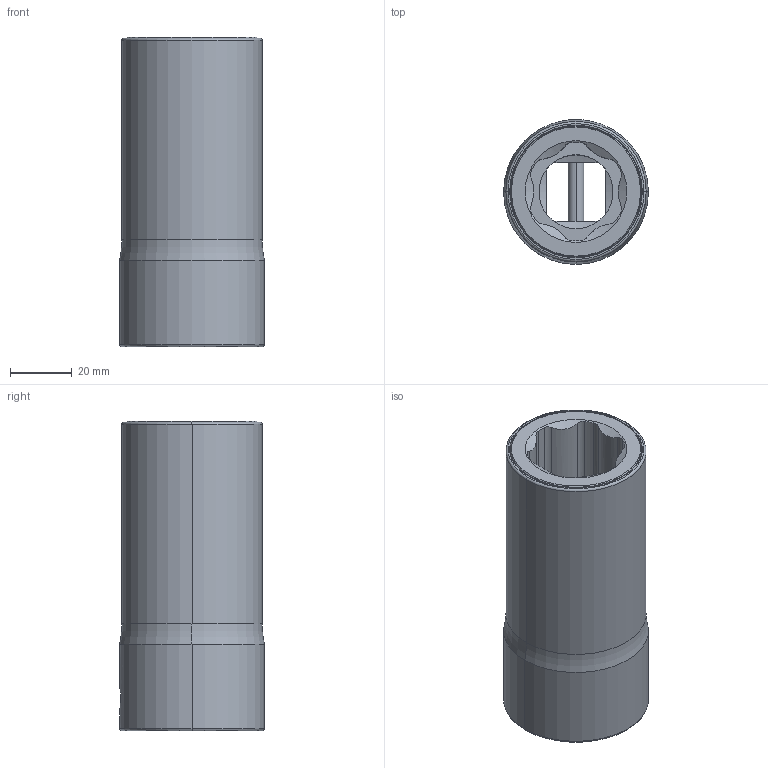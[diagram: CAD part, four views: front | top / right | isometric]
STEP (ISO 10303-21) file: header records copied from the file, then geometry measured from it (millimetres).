
FILE_DESCRIPTION((''),'2;1');
FILE_NAME('4027157127_ASM','2024-01-08T12:47:01',('a00565553'),(''),'CREO PARAMETRIC BY PTC INC, 2022414','CREO PARAMETRIC BY PTC INC, 2022414','');
FILE_SCHEMA(('CONFIG_CONTROL_DESIGN','GEOMETRIC_VALIDATION_PROPERTIES_MIM'));
Length unit declared in the file: millimetre
Products named in the file (5): 4027911336; 4027044175; 0190131800_SPEC; 4027905697; 4027157127_ASM
Assembly tree (4 placements, depth 2):
  4027157127_ASM
    4027911336
    4027044175
    0190131800_SPEC
    4027905697
Bounding box: 47 x 47 x 100.3 mm (x, y, z)
Volume: 110458 mm3; surface area: 54046.2 mm2
Topology: 4 solids, 6 shells, 135 faces, 344 edges, 218 vertices
Faces by surface type: cylinder 62, plane 36, cone 24, torus 13
Entity records: 4973 total; most frequent: CARTESIAN_POINT 1184, DIRECTION 718, ORIENTED_EDGE 670, EDGE_CURVE 344, AXIS2_PLACEMENT_3D 292, VERTEX_POINT 218, EDGE_LOOP 146, CIRCLE 146
